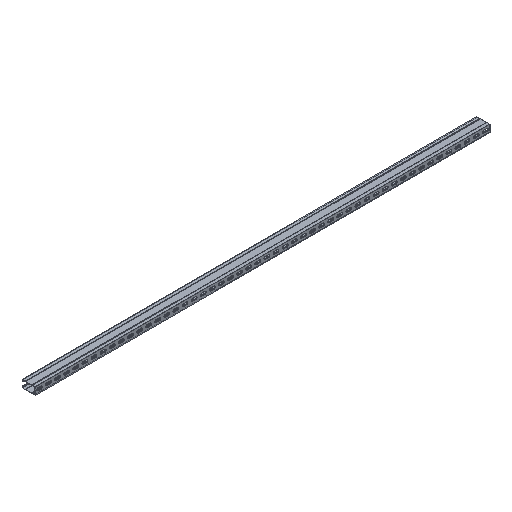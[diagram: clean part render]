
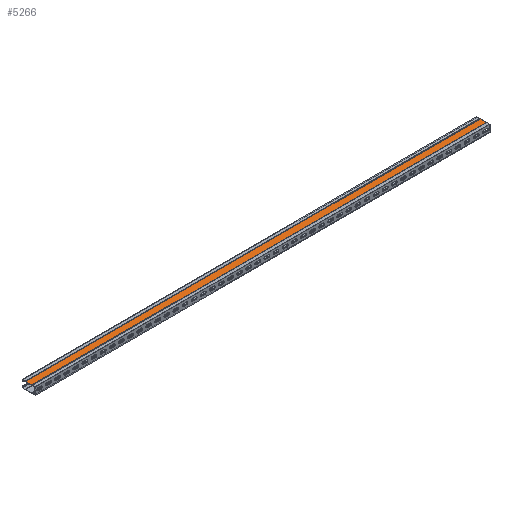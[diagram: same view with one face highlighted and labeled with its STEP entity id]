
A CAD part, isometric view. The second image highlights one B-rep face of the part: STEP entity #5266.
In plain terms, the highlighted planar face has unit normal (0, 0, 1).
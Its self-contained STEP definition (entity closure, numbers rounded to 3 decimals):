
#697=FACE_OUTER_BOUND('',#1039,.T.);
#1039=EDGE_LOOP('',(#4562,#4563,#4564,#4565));
#1525=LINE('',#8627,#2013);
#1526=LINE('',#8630,#2014);
#1527=LINE('',#8632,#2015);
#1528=LINE('',#8633,#2016);
#2013=VECTOR('',#7177,10.);
#2014=VECTOR('',#7180,10.);
#2015=VECTOR('',#7181,10.);
#2016=VECTOR('',#7182,10.);
#2496=VERTEX_POINT('',#8623);
#2497=VERTEX_POINT('',#8625);
#2498=VERTEX_POINT('',#8629);
#2499=VERTEX_POINT('',#8631);
#3209=EDGE_CURVE('',#2496,#2497,#1525,.T.);
#3210=EDGE_CURVE('',#2498,#2496,#1526,.T.);
#3211=EDGE_CURVE('',#2499,#2497,#1527,.T.);
#3212=EDGE_CURVE('',#2498,#2499,#1528,.T.);
#4562=ORIENTED_EDGE('',*,*,#3210,.T.);
#4563=ORIENTED_EDGE('',*,*,#3209,.T.);
#4564=ORIENTED_EDGE('',*,*,#3211,.F.);
#4565=ORIENTED_EDGE('',*,*,#3212,.F.);
#4783=PLANE('',#5759);
#5266=ADVANCED_FACE('',(#697),#4783,.T.);
#5759=AXIS2_PLACEMENT_3D('',#8628,#7178,#7179);
#7177=DIRECTION('',(1.,0.,0.));
#7178=DIRECTION('center_axis',(0.,0.,1.));
#7179=DIRECTION('ref_axis',(0.,-1.,0.));
#7180=DIRECTION('',(0.,-1.,0.));
#7181=DIRECTION('',(0.,-1.,0.));
#7182=DIRECTION('',(1.,0.,0.));
#8623=CARTESIAN_POINT('',(0.,-17.357,20.15));
#8625=CARTESIAN_POINT('',(2500.,-17.357,20.15));
#8627=CARTESIAN_POINT('',(0.,-17.357,20.15));
#8628=CARTESIAN_POINT('Origin',(0.,17.357,20.15));
#8629=CARTESIAN_POINT('',(0.,17.357,20.15));
#8630=CARTESIAN_POINT('',(0.,17.357,20.15));
#8631=CARTESIAN_POINT('',(2500.,17.357,20.15));
#8632=CARTESIAN_POINT('',(2500.,17.357,20.15));
#8633=CARTESIAN_POINT('',(0.,17.357,20.15));
